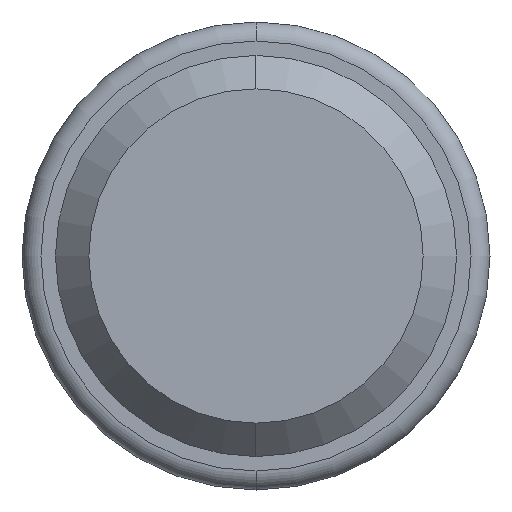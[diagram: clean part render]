
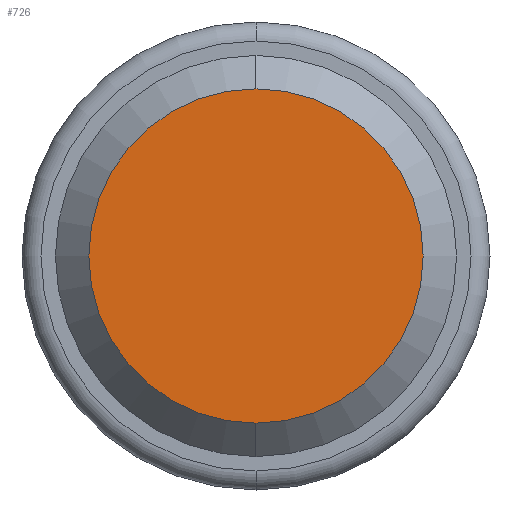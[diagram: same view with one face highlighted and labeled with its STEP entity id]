
A CAD part, left-side view. The second image highlights one B-rep face of the part: STEP entity #726.
In plain terms, the highlighted planar face has unit normal (-1, 0, 0).
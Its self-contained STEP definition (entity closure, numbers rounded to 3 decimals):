
#106 = CONICAL_SURFACE('',#107,2.75,0.785);
#107 = AXIS2_PLACEMENT_3D('',#108,#109,#110);
#108 = CARTESIAN_POINT('',(93.75,-405.,-110.));
#109 = DIRECTION('',(1.,0.,0.));
#110 = DIRECTION('',(0.,0.,-1.));
#158 = CONICAL_SURFACE('',#159,2.75,0.785);
#159 = AXIS2_PLACEMENT_3D('',#160,#161,#162);
#160 = CARTESIAN_POINT('',(93.75,-405.,-110.));
#161 = DIRECTION('',(1.,0.,0.));
#162 = DIRECTION('',(0.,0.,-1.));
#654 = VERTEX_POINT('',#655);
#655 = CARTESIAN_POINT('',(93.5,-405.,-107.5));
#678 = VERTEX_POINT('',#679);
#679 = CARTESIAN_POINT('',(93.5,-405.,-112.5));
#700 = EDGE_CURVE('',#654,#678,#701,.T.);
#701 = SURFACE_CURVE('',#702,(#707,#714),.PCURVE_S1.);
#702 = CIRCLE('',#703,2.5);
#703 = AXIS2_PLACEMENT_3D('',#704,#705,#706);
#704 = CARTESIAN_POINT('',(93.5,-405.,-110.));
#705 = DIRECTION('',(-1.,0.,0.));
#706 = DIRECTION('',(0.,0.,1.));
#707 = PCURVE('',#158,#708);
#708 = DEFINITIONAL_REPRESENTATION('',(#709),#713);
#709 = LINE('',#710,#711);
#710 = CARTESIAN_POINT('',(3.142,-0.25));
#711 = VECTOR('',#712,1.);
#712 = DIRECTION('',(-1.,0.));
#713 = ( GEOMETRIC_REPRESENTATION_CONTEXT(2) 
PARAMETRIC_REPRESENTATION_CONTEXT() REPRESENTATION_CONTEXT('2D SPACE',''
  ) );
#714 = PCURVE('',#715,#720);
#715 = PLANE('',#716);
#716 = AXIS2_PLACEMENT_3D('',#717,#718,#719);
#717 = CARTESIAN_POINT('',(93.5,-407.5,-110.));
#718 = DIRECTION('',(-1.,0.,0.));
#719 = DIRECTION('',(0.,0.,1.));
#720 = DEFINITIONAL_REPRESENTATION('',(#721),#725);
#721 = CIRCLE('',#722,2.5);
#722 = AXIS2_PLACEMENT_2D('',#723,#724);
#723 = CARTESIAN_POINT('',(0.,2.5));
#724 = DIRECTION('',(1.,0.));
#725 = ( GEOMETRIC_REPRESENTATION_CONTEXT(2) 
PARAMETRIC_REPRESENTATION_CONTEXT() REPRESENTATION_CONTEXT('2D SPACE',''
  ) );
#726 = ADVANCED_FACE('',(#727),#715,.T.);
#727 = FACE_BOUND('',#728,.F.);
#728 = EDGE_LOOP('',(#729,#751));
#729 = ORIENTED_EDGE('',*,*,#730,.F.);
#730 = EDGE_CURVE('',#678,#654,#731,.T.);
#731 = SURFACE_CURVE('',#732,(#737,#744),.PCURVE_S1.);
#732 = CIRCLE('',#733,2.5);
#733 = AXIS2_PLACEMENT_3D('',#734,#735,#736);
#734 = CARTESIAN_POINT('',(93.5,-405.,-110.));
#735 = DIRECTION('',(-1.,-0.,-0.));
#736 = DIRECTION('',(0.,0.,-1.));
#737 = PCURVE('',#715,#738);
#738 = DEFINITIONAL_REPRESENTATION('',(#739),#743);
#739 = CIRCLE('',#740,2.5);
#740 = AXIS2_PLACEMENT_2D('',#741,#742);
#741 = CARTESIAN_POINT('',(0.,2.5));
#742 = DIRECTION('',(-1.,0.));
#743 = ( GEOMETRIC_REPRESENTATION_CONTEXT(2) 
PARAMETRIC_REPRESENTATION_CONTEXT() REPRESENTATION_CONTEXT('2D SPACE',''
  ) );
#744 = PCURVE('',#106,#745);
#745 = DEFINITIONAL_REPRESENTATION('',(#746),#750);
#746 = LINE('',#747,#748);
#747 = CARTESIAN_POINT('',(6.283,-0.25));
#748 = VECTOR('',#749,1.);
#749 = DIRECTION('',(-1.,0.));
#750 = ( GEOMETRIC_REPRESENTATION_CONTEXT(2) 
PARAMETRIC_REPRESENTATION_CONTEXT() REPRESENTATION_CONTEXT('2D SPACE',''
  ) );
#751 = ORIENTED_EDGE('',*,*,#700,.F.);
